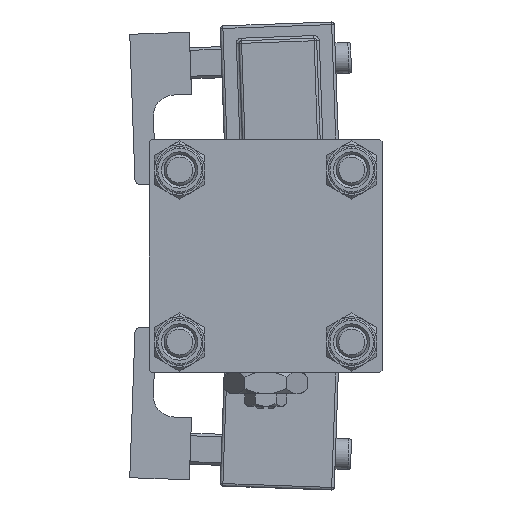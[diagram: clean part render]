
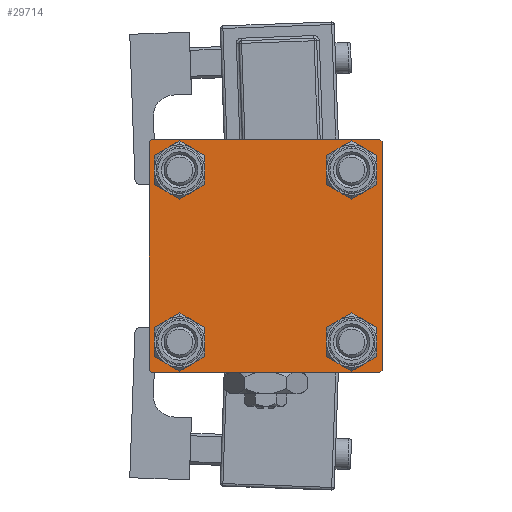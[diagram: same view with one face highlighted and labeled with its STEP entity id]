
A CAD part, left-side view. The second image highlights one B-rep face of the part: STEP entity #29714.
In plain terms, the highlighted planar face has unit normal (-1, 0, 0).
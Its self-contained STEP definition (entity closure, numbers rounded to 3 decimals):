
#584 = LINE ( 'NONE', #35319, #26451 ) ;
#614 = DIRECTION ( 'NONE',  ( 0., 0., 1. ) ) ;
#1152 = CARTESIAN_POINT ( 'NONE',  ( 0., 22.5, 22.5 ) ) ;
#1991 = LINE ( 'NONE', #19355, #48401 ) ;
#2356 = VERTEX_POINT ( 'NONE', #52896 ) ;
#4250 = CIRCLE ( 'NONE', #35176, 3.5 ) ;
#4378 = DIRECTION ( 'NONE',  ( 0., 0., 1. ) ) ;
#4827 = EDGE_LOOP ( 'NONE', ( #24875, #45093 ) ) ;
#5864 = ORIENTED_EDGE ( 'NONE', *, *, #41826, .T. ) ;
#5869 = AXIS2_PLACEMENT_3D ( 'NONE', #34778, #35907, #614 ) ;
#6249 = CARTESIAN_POINT ( 'NONE',  ( 0., 22., 22.5 ) ) ;
#6326 = DIRECTION ( 'NONE',  ( 0., 0., 1. ) ) ;
#6771 = DIRECTION ( 'NONE',  ( 1., 0., 0. ) ) ;
#7955 = EDGE_CURVE ( 'NONE', #27238, #39510, #21912, .T. ) ;
#8745 = CARTESIAN_POINT ( 'NONE',  ( 0., 16.6, -13.1 ) ) ;
#8836 = ORIENTED_EDGE ( 'NONE', *, *, #17658, .T. ) ;
#9677 = EDGE_LOOP ( 'NONE', ( #8836, #36304, #18647, #16402, #22047, #10996, #13192, #25749 ) ) ;
#9887 = VERTEX_POINT ( 'NONE', #26102 ) ;
#10639 = EDGE_CURVE ( 'NONE', #34389, #9887, #1991, .T. ) ;
#10714 = EDGE_CURVE ( 'NONE', #44423, #41539, #15083, .T. ) ;
#10996 = ORIENTED_EDGE ( 'NONE', *, *, #13395, .T. ) ;
#11458 = ORIENTED_EDGE ( 'NONE', *, *, #55253, .T. ) ;
#11716 = CARTESIAN_POINT ( 'NONE',  ( 0., 22.5, 22.5 ) ) ;
#11864 = DIRECTION ( 'NONE',  ( 0., 0., 1. ) ) ;
#11904 = AXIS2_PLACEMENT_3D ( 'NONE', #14295, #44742, #49863 ) ;
#12931 = DIRECTION ( 'NONE',  ( 0., 0., 1. ) ) ;
#13192 = ORIENTED_EDGE ( 'NONE', *, *, #10714, .F. ) ;
#13395 = EDGE_CURVE ( 'NONE', #18317, #41539, #45412, .T. ) ;
#13749 = FACE_BOUND ( 'NONE', #4827, .T. ) ;
#14132 = EDGE_CURVE ( 'NONE', #39267, #2356, #20135, .T. ) ;
#14295 = CARTESIAN_POINT ( 'NONE',  ( 0., -16.6, -16.6 ) ) ;
#14453 = CARTESIAN_POINT ( 'NONE',  ( 0., -16.6, 13.1 ) ) ;
#14999 = EDGE_CURVE ( 'NONE', #21686, #32317, #30390, .T. ) ;
#15083 = LINE ( 'NONE', #1152, #31130 ) ;
#15320 = VECTOR ( 'NONE', #28535, 1000. ) ;
#16402 = ORIENTED_EDGE ( 'NONE', *, *, #14132, .T. ) ;
#16722 = VECTOR ( 'NONE', #29075, 1000. ) ;
#17074 = CIRCLE ( 'NONE', #28856, 3.5 ) ;
#17445 = ORIENTED_EDGE ( 'NONE', *, *, #37187, .T. ) ;
#17658 = EDGE_CURVE ( 'NONE', #24212, #34389, #25091, .T. ) ;
#17818 = CIRCLE ( 'NONE', #25968, 3.5 ) ;
#18020 = FACE_BOUND ( 'NONE', #25846, .T. ) ;
#18317 = VERTEX_POINT ( 'NONE', #44637 ) ;
#18647 = ORIENTED_EDGE ( 'NONE', *, *, #50607, .T. ) ;
#19048 = DIRECTION ( 'NONE',  ( 0., 0., 1. ) ) ;
#19355 = CARTESIAN_POINT ( 'NONE',  ( 0., 22.25, -22.25 ) ) ;
#19387 = DIRECTION ( 'NONE',  ( 0., 0., 1. ) ) ;
#20062 = CARTESIAN_POINT ( 'NONE',  ( 0., -22.25, 22.25 ) ) ;
#20135 = LINE ( 'NONE', #45755, #45833 ) ;
#20168 = EDGE_LOOP ( 'NONE', ( #11458, #39363 ) ) ;
#21142 = CARTESIAN_POINT ( 'NONE',  ( 0., -16.6, 20.1 ) ) ;
#21144 = CARTESIAN_POINT ( 'NONE',  ( 0., -16.6, -20.1 ) ) ;
#21339 = VERTEX_POINT ( 'NONE', #41140 ) ;
#21686 = VERTEX_POINT ( 'NONE', #33078 ) ;
#21912 = CIRCLE ( 'NONE', #31012, 3.5 ) ;
#22047 = ORIENTED_EDGE ( 'NONE', *, *, #30707, .F. ) ;
#22954 = LINE ( 'NONE', #40034, #15320 ) ;
#23923 = EDGE_LOOP ( 'NONE', ( #41803, #5864 ) ) ;
#24212 = VERTEX_POINT ( 'NONE', #47180 ) ;
#24234 = DIRECTION ( 'NONE',  ( 1., 0., 0. ) ) ;
#24875 = ORIENTED_EDGE ( 'NONE', *, *, #28394, .T. ) ;
#25091 = LINE ( 'NONE', #11716, #16722 ) ;
#25154 = VERTEX_POINT ( 'NONE', #53616 ) ;
#25749 = ORIENTED_EDGE ( 'NONE', *, *, #31196, .T. ) ;
#25846 = EDGE_LOOP ( 'NONE', ( #30254, #17445 ) ) ;
#25968 = AXIS2_PLACEMENT_3D ( 'NONE', #41228, #42070, #19048 ) ;
#26102 = CARTESIAN_POINT ( 'NONE',  ( 0., 22., -22.5 ) ) ;
#26150 = CIRCLE ( 'NONE', #28998, 3.5 ) ;
#26451 = VECTOR ( 'NONE', #51820, 1000. ) ;
#26832 = DIRECTION ( 'NONE',  ( -1., 0., 0. ) ) ;
#27238 = VERTEX_POINT ( 'NONE', #21142 ) ;
#28394 = EDGE_CURVE ( 'NONE', #32317, #21686, #26150, .T. ) ;
#28535 = DIRECTION ( 'NONE',  ( 0., 0., -1. ) ) ;
#28856 = AXIS2_PLACEMENT_3D ( 'NONE', #30454, #30170, #34167 ) ;
#28955 = AXIS2_PLACEMENT_3D ( 'NONE', #30266, #26832, #4378 ) ;
#28998 = AXIS2_PLACEMENT_3D ( 'NONE', #45867, #24234, #6326 ) ;
#29075 = DIRECTION ( 'NONE',  ( 0., 0., -1. ) ) ;
#29171 = CIRCLE ( 'NONE', #11904, 3.5 ) ;
#29714 = ADVANCED_FACE ( 'NONE', ( #18020, #35395, #13749, #31110, #51896 ), #48466, .T. ) ;
#30170 = DIRECTION ( 'NONE',  ( 1., 0., 0. ) ) ;
#30254 = ORIENTED_EDGE ( 'NONE', *, *, #7955, .T. ) ;
#30266 = CARTESIAN_POINT ( 'NONE',  ( 0., 0., 0. ) ) ;
#30390 = CIRCLE ( 'NONE', #5869, 3.5 ) ;
#30454 = CARTESIAN_POINT ( 'NONE',  ( 0., 16.6, 16.6 ) ) ;
#30575 = DIRECTION ( 'NONE',  ( 1., 0., 0. ) ) ;
#30707 = EDGE_CURVE ( 'NONE', #18317, #2356, #22954, .T. ) ;
#31012 = AXIS2_PLACEMENT_3D ( 'NONE', #51923, #30575, #12931 ) ;
#31110 = FACE_BOUND ( 'NONE', #23923, .T. ) ;
#31130 = VECTOR ( 'NONE', #40706, 1000. ) ;
#31196 = EDGE_CURVE ( 'NONE', #44423, #24212, #44371, .T. ) ;
#32256 = CARTESIAN_POINT ( 'NONE',  ( 0., 22.5, -22. ) ) ;
#32317 = VERTEX_POINT ( 'NONE', #8745 ) ;
#32850 = VERTEX_POINT ( 'NONE', #21144 ) ;
#33078 = CARTESIAN_POINT ( 'NONE',  ( 0., 16.6, -20.1 ) ) ;
#34167 = DIRECTION ( 'NONE',  ( 0., 0., 1. ) ) ;
#34389 = VERTEX_POINT ( 'NONE', #32256 ) ;
#34778 = CARTESIAN_POINT ( 'NONE',  ( 0., 16.6, -16.6 ) ) ;
#35176 = AXIS2_PLACEMENT_3D ( 'NONE', #42325, #6771, #11864 ) ;
#35319 = CARTESIAN_POINT ( 'NONE',  ( 0., 22.5, -22.5 ) ) ;
#35395 = FACE_BOUND ( 'NONE', #20168, .T. ) ;
#35907 = DIRECTION ( 'NONE',  ( 1., 0., 0. ) ) ;
#36227 = CARTESIAN_POINT ( 'NONE',  ( 0., -22., -22.5 ) ) ;
#36304 = ORIENTED_EDGE ( 'NONE', *, *, #10639, .T. ) ;
#37187 = EDGE_CURVE ( 'NONE', #39510, #27238, #17818, .T. ) ;
#37492 = DIRECTION ( 'NONE',  ( 0., -0.707, 0.707 ) ) ;
#39267 = VERTEX_POINT ( 'NONE', #36227 ) ;
#39363 = ORIENTED_EDGE ( 'NONE', *, *, #42959, .T. ) ;
#39510 = VERTEX_POINT ( 'NONE', #14453 ) ;
#40034 = CARTESIAN_POINT ( 'NONE',  ( 0., -22.5, 22.5 ) ) ;
#40103 = DIRECTION ( 'NONE',  ( 0., 0.707, -0.707 ) ) ;
#40706 = DIRECTION ( 'NONE',  ( 0., -1., 0. ) ) ;
#41140 = CARTESIAN_POINT ( 'NONE',  ( 0., 16.6, 13.1 ) ) ;
#41142 = DIRECTION ( 'NONE',  ( 0., 0.707, 0.707 ) ) ;
#41228 = CARTESIAN_POINT ( 'NONE',  ( 0., -16.6, 16.6 ) ) ;
#41539 = VERTEX_POINT ( 'NONE', #49821 ) ;
#41803 = ORIENTED_EDGE ( 'NONE', *, *, #44399, .T. ) ;
#41826 = EDGE_CURVE ( 'NONE', #21339, #25154, #4250, .T. ) ;
#42070 = DIRECTION ( 'NONE',  ( 1., 0., 0. ) ) ;
#42325 = CARTESIAN_POINT ( 'NONE',  ( 0., 16.6, 16.6 ) ) ;
#42959 = EDGE_CURVE ( 'NONE', #32850, #54427, #53370, .T. ) ;
#43811 = CARTESIAN_POINT ( 'NONE',  ( 0., 22.25, 22.25 ) ) ;
#44158 = DIRECTION ( 'NONE',  ( 1., 0., 0. ) ) ;
#44371 = LINE ( 'NONE', #43811, #53543 ) ;
#44399 = EDGE_CURVE ( 'NONE', #25154, #21339, #17074, .T. ) ;
#44423 = VERTEX_POINT ( 'NONE', #6249 ) ;
#44637 = CARTESIAN_POINT ( 'NONE',  ( 0., -22.5, 22. ) ) ;
#44742 = DIRECTION ( 'NONE',  ( 1., 0., 0. ) ) ;
#45093 = ORIENTED_EDGE ( 'NONE', *, *, #14999, .T. ) ;
#45412 = LINE ( 'NONE', #20062, #46728 ) ;
#45755 = CARTESIAN_POINT ( 'NONE',  ( 0., -22.25, -22.25 ) ) ;
#45833 = VECTOR ( 'NONE', #37492, 1000. ) ;
#45867 = CARTESIAN_POINT ( 'NONE',  ( 0., 16.6, -16.6 ) ) ;
#46728 = VECTOR ( 'NONE', #41142, 1000. ) ;
#47180 = CARTESIAN_POINT ( 'NONE',  ( 0., 22.5, 22. ) ) ;
#47308 = CARTESIAN_POINT ( 'NONE',  ( 0., -16.6, -16.6 ) ) ;
#48401 = VECTOR ( 'NONE', #53515, 1000. ) ;
#48466 = PLANE ( 'NONE',  #28955 ) ;
#49821 = CARTESIAN_POINT ( 'NONE',  ( 0., -22., 22.5 ) ) ;
#49863 = DIRECTION ( 'NONE',  ( 0., 0., 1. ) ) ;
#50607 = EDGE_CURVE ( 'NONE', #9887, #39267, #584, .T. ) ;
#50640 = AXIS2_PLACEMENT_3D ( 'NONE', #47308, #44158, #19387 ) ;
#51820 = DIRECTION ( 'NONE',  ( 0., -1., 0. ) ) ;
#51896 = FACE_OUTER_BOUND ( 'NONE', #9677, .T. ) ;
#51923 = CARTESIAN_POINT ( 'NONE',  ( 0., -16.6, 16.6 ) ) ;
#52896 = CARTESIAN_POINT ( 'NONE',  ( 0., -22.5, -22. ) ) ;
#53370 = CIRCLE ( 'NONE', #50640, 3.5 ) ;
#53487 = CARTESIAN_POINT ( 'NONE',  ( 0., -16.6, -13.1 ) ) ;
#53515 = DIRECTION ( 'NONE',  ( 0., -0.707, -0.707 ) ) ;
#53543 = VECTOR ( 'NONE', #40103, 1000. ) ;
#53616 = CARTESIAN_POINT ( 'NONE',  ( 0., 16.6, 20.1 ) ) ;
#54427 = VERTEX_POINT ( 'NONE', #53487 ) ;
#55253 = EDGE_CURVE ( 'NONE', #54427, #32850, #29171, .T. ) ;
